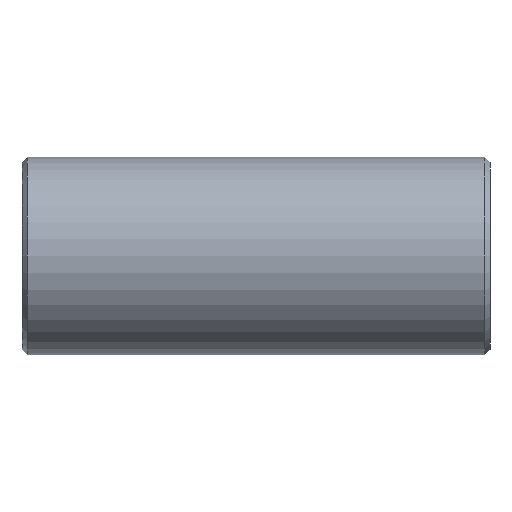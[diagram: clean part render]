
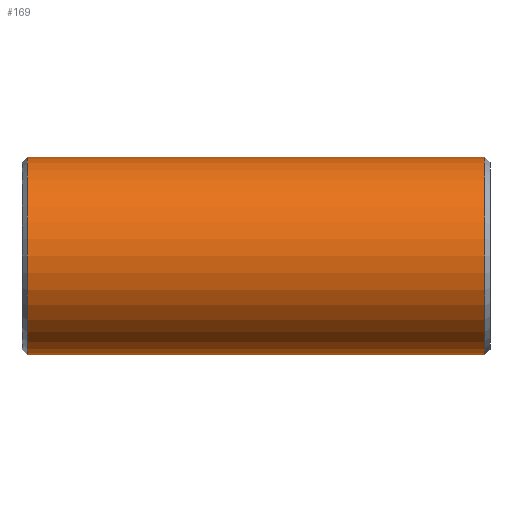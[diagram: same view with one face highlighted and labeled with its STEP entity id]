
A CAD part, front view. The second image highlights one B-rep face of the part: STEP entity #169.
In plain terms, the highlighted cylindrical face has radius 24.13 mm (diameter 48.26 mm), a partial arc.
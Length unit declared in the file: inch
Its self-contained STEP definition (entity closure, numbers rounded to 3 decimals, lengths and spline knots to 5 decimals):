
#1 = ORIENTED_EDGE ( 'NONE', *, *, #366, .F. ) ;
#2 = CARTESIAN_POINT ( 'NONE',  ( -2.20167, 0., 0. ) ) ;
#20 = CARTESIAN_POINT ( 'NONE',  ( 2.25, 0., -0.95 ) ) ;
#34 = DIRECTION ( 'NONE',  ( 0., 0., 1. ) ) ;
#63 = VERTEX_POINT ( 'NONE', #176 ) ;
#81 = EDGE_LOOP ( 'NONE', ( #1, #669, #726, #287 ) ) ;
#116 = CARTESIAN_POINT ( 'NONE',  ( 2.20167, 0., 0.95 ) ) ;
#129 = DIRECTION ( 'NONE',  ( -1., 0., 0. ) ) ;
#159 = CIRCLE ( 'NONE', #717, 0.95 ) ;
#169 = ADVANCED_FACE ( 'NONE', ( #755 ), #212, .T. ) ;
#176 = CARTESIAN_POINT ( 'NONE',  ( 2.20167, 0., -0.95 ) ) ;
#180 = DIRECTION ( 'NONE',  ( 1., 0., 0. ) ) ;
#199 = EDGE_CURVE ( 'NONE', #721, #663, #684, .T. ) ;
#212 = CYLINDRICAL_SURFACE ( 'NONE', #738, 0.95 ) ;
#238 = DIRECTION ( 'NONE',  ( 0., 0., 1. ) ) ;
#246 = DIRECTION ( 'NONE',  ( 0., 0., -1. ) ) ;
#264 = CARTESIAN_POINT ( 'NONE',  ( 2.25, 0., 0. ) ) ;
#287 = ORIENTED_EDGE ( 'NONE', *, *, #681, .T. ) ;
#355 = AXIS2_PLACEMENT_3D ( 'NONE', #2, #180, #238 ) ;
#366 = EDGE_CURVE ( 'NONE', #63, #382, #506, .T. ) ;
#379 = CIRCLE ( 'NONE', #355, 0.95 ) ;
#382 = VERTEX_POINT ( 'NONE', #564 ) ;
#449 = DIRECTION ( 'NONE',  ( -1., 0., 0. ) ) ;
#506 = LINE ( 'NONE', #20, #657 ) ;
#513 = CARTESIAN_POINT ( 'NONE',  ( 2.25, 0., 0.95 ) ) ;
#525 = DIRECTION ( 'NONE',  ( -1., 0., 0. ) ) ;
#528 = DIRECTION ( 'NONE',  ( -1., 0., 0. ) ) ;
#564 = CARTESIAN_POINT ( 'NONE',  ( -2.20167, 0., -0.95 ) ) ;
#606 = CARTESIAN_POINT ( 'NONE',  ( -2.20167, 0., 0.95 ) ) ;
#612 = CARTESIAN_POINT ( 'NONE',  ( 2.20167, 0., 0. ) ) ;
#644 = VECTOR ( 'NONE', #525, 39.37008 ) ;
#657 = VECTOR ( 'NONE', #449, 39.37008 ) ;
#663 = VERTEX_POINT ( 'NONE', #606 ) ;
#669 = ORIENTED_EDGE ( 'NONE', *, *, #766, .T. ) ;
#681 = EDGE_CURVE ( 'NONE', #663, #382, #379, .T. ) ;
#684 = LINE ( 'NONE', #513, #644 ) ;
#717 = AXIS2_PLACEMENT_3D ( 'NONE', #612, #129, #246 ) ;
#721 = VERTEX_POINT ( 'NONE', #116 ) ;
#726 = ORIENTED_EDGE ( 'NONE', *, *, #199, .T. ) ;
#738 = AXIS2_PLACEMENT_3D ( 'NONE', #264, #528, #34 ) ;
#755 = FACE_OUTER_BOUND ( 'NONE', #81, .T. ) ;
#766 = EDGE_CURVE ( 'NONE', #63, #721, #159, .T. ) ;
